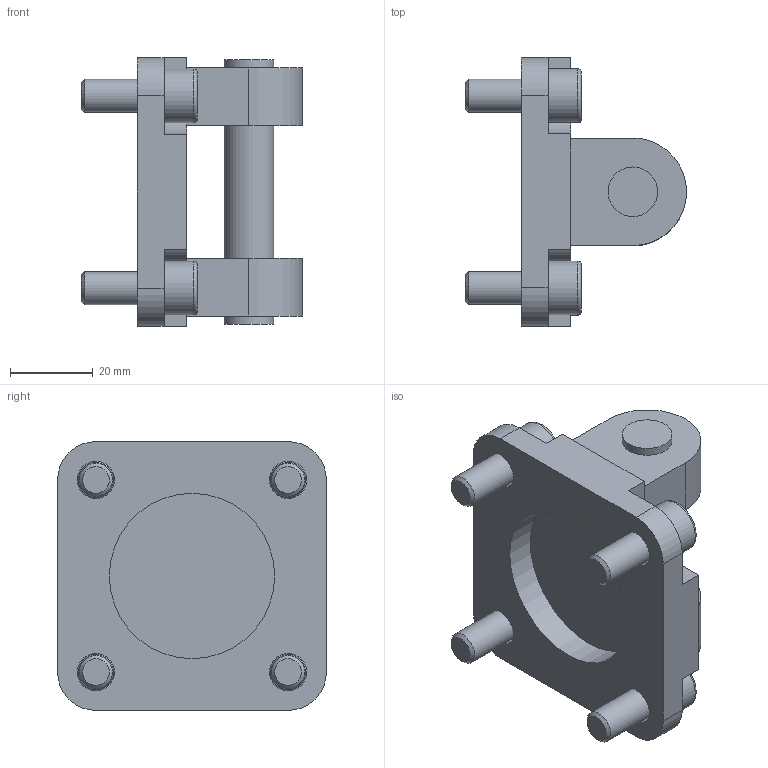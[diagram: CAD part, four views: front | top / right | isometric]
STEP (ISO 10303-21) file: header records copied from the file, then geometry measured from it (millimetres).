
FILE_DESCRIPTION(/* description */ ('Alibre Inc.'),/* implementation_level */ '2;1');
FILE_NAME(/* name */ 'export-2E725978-583D-4520-B241-442B0602E45C',/* time_stamp */ '2021-10-01T11:11:10+02:00',/* author */ (''),/* organization */ (''),/* preprocessor_version */ 'ST-DEVELOPER v17',/* originating_system */ 'Alibre',/* authorisation */ '');
FILE_SCHEMA (('AUTOMOTIVE_DESIGN'));
Length unit declared in the file: millimetre
Bounding box: 53.5 x 65 x 65 mm (x, y, z)
Volume: 62739.8 mm3; surface area: 21927 mm2
Topology: 5 solids, 5 shells, 143 faces, 324 edges, 200 vertices
Faces by surface type: plane 89, cylinder 26, cone 16, torus 12
Full cylindrical faces by diameter (mm): 8 x4, 9 x4, 12 x3, 13 x4, 40 x1
Entity records: 2119 total; most frequent: CARTESIAN_POINT 354, DIRECTION 313, ORIENTED_EDGE 304, EDGE_CURVE 152, AXIS2_PLACEMENT_3D 133, VERTEX_POINT 109, FACE_BOUND 105, EDGE_LOOP 104
